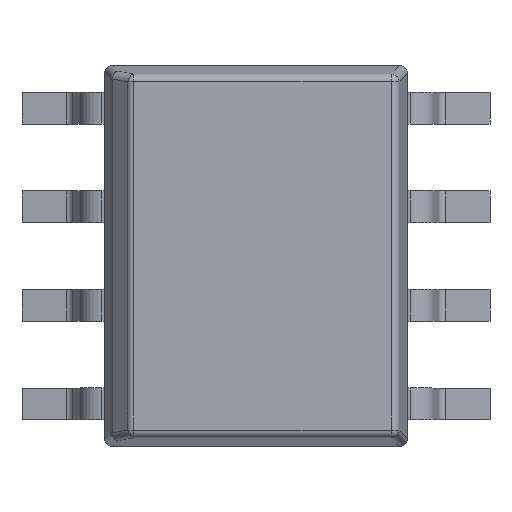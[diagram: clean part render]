
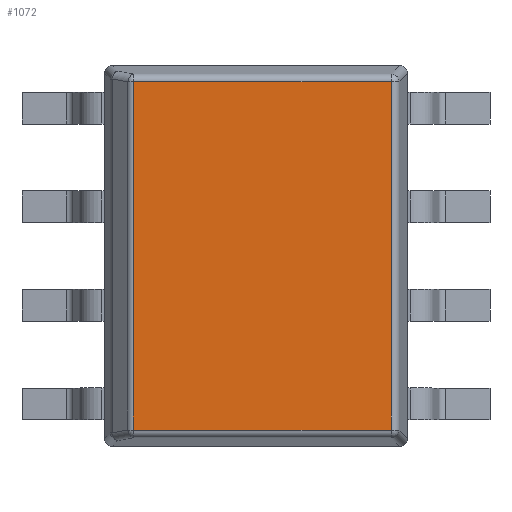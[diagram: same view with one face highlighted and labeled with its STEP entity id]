
A CAD part, top view. The second image highlights one B-rep face of the part: STEP entity #1072.
In plain terms, the highlighted face is planar.
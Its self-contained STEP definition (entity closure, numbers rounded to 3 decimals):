
#106=LINE('',#1847,#188);
#107=LINE('',#1851,#189);
#108=LINE('',#1853,#190);
#109=LINE('',#1854,#191);
#188=VECTOR('',#1474,4.485);
#189=VECTOR('',#1479,3.321);
#190=VECTOR('',#1480,4.485);
#191=VECTOR('',#1481,3.321);
#287=FACE_OUTER_BOUND('',#357,.T.);
#357=EDGE_LOOP('',(#827,#828,#829,#830));
#517=VERTEX_POINT('',#1842);
#518=VERTEX_POINT('',#1846);
#519=VERTEX_POINT('',#1850);
#520=VERTEX_POINT('',#1852);
#630=EDGE_CURVE('',#517,#518,#106,.T.);
#632=EDGE_CURVE('',#518,#519,#107,.T.);
#633=EDGE_CURVE('',#519,#520,#108,.T.);
#634=EDGE_CURVE('',#520,#517,#109,.T.);
#827=ORIENTED_EDGE('',*,*,#632,.T.);
#828=ORIENTED_EDGE('',*,*,#633,.T.);
#829=ORIENTED_EDGE('',*,*,#634,.T.);
#830=ORIENTED_EDGE('',*,*,#630,.T.);
#1030=PLANE('',#1218);
#1072=ADVANCED_FACE('',(#287),#1030,.T.);
#1218=AXIS2_PLACEMENT_3D('',#1849,#1477,#1478);
#1474=DIRECTION('',(1.,0.,0.));
#1477=DIRECTION('center_axis',(0.,1.,0.));
#1478=DIRECTION('ref_axis',(1.,0.,0.));
#1479=DIRECTION('',(0.,0.,-1.));
#1480=DIRECTION('',(-1.,0.,0.));
#1481=DIRECTION('',(0.,0.,1.));
#1842=CARTESIAN_POINT('',(-2.243,0.7,1.743));
#1846=CARTESIAN_POINT('',(2.243,0.7,1.743));
#1847=CARTESIAN_POINT('',(-2.243,0.7,1.743));
#1849=CARTESIAN_POINT('Origin',(0.,0.7,0.));
#1850=CARTESIAN_POINT('',(2.243,0.7,-1.579));
#1851=CARTESIAN_POINT('',(2.243,0.7,1.743));
#1852=CARTESIAN_POINT('',(-2.243,0.7,-1.579));
#1853=CARTESIAN_POINT('',(2.243,0.7,-1.579));
#1854=CARTESIAN_POINT('',(-2.243,0.7,-1.579));
